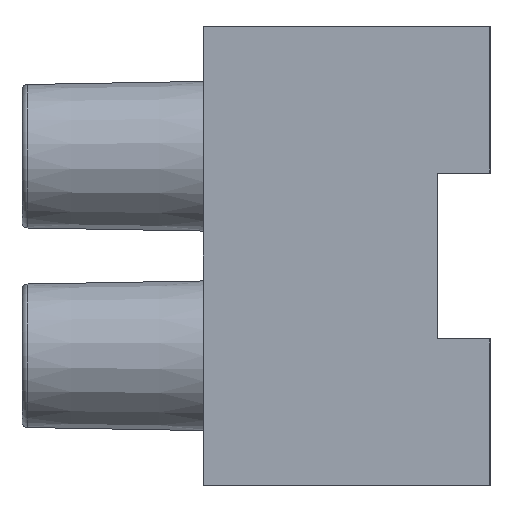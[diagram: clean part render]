
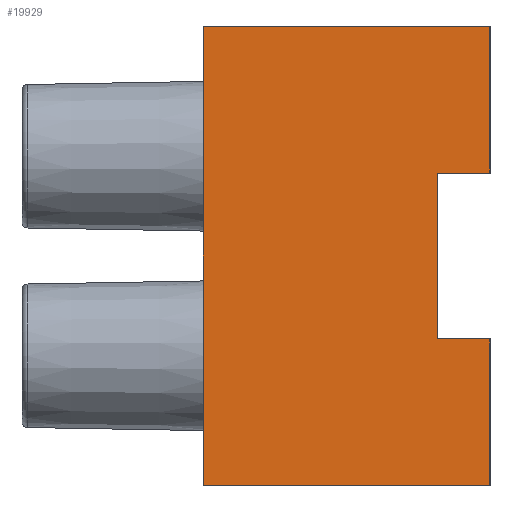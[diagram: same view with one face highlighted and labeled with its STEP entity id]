
A CAD part, left-side view. The second image highlights one B-rep face of the part: STEP entity #19929.
In plain terms, the highlighted planar face has unit normal (-1, 0, 0).
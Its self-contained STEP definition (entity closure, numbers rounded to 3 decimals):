
#749 = DIRECTION ( 'NONE',  ( 0., -1., 0. ) ) ;
#916 = ORIENTED_EDGE ( 'NONE', *, *, #13195, .T. ) ;
#1638 = EDGE_CURVE ( 'NONE', #14624, #4268, #8724, .T. ) ;
#1659 = CARTESIAN_POINT ( 'NONE',  ( -87.43, 0., 12.65 ) ) ;
#1668 = EDGE_LOOP ( 'NONE', ( #9571, #16584, #12806, #12503, #916, #13811, #9697, #3766 ) ) ;
#2738 = EDGE_CURVE ( 'NONE', #5547, #4268, #4341, .T. ) ;
#2789 = DIRECTION ( 'NONE',  ( 0., 0., 1. ) ) ;
#3049 = VERTEX_POINT ( 'NONE', #15969 ) ;
#3463 = AXIS2_PLACEMENT_3D ( 'NONE', #7897, #3562, #9870 ) ;
#3562 = DIRECTION ( 'NONE',  ( 1., 0., 0. ) ) ;
#3766 = ORIENTED_EDGE ( 'NONE', *, *, #5633, .F. ) ;
#3898 = VERTEX_POINT ( 'NONE', #1659 ) ;
#4005 = CARTESIAN_POINT ( 'NONE',  ( -87.43, 2.87, 12.65 ) ) ;
#4139 = CARTESIAN_POINT ( 'NONE',  ( -87.43, 2.87, 4.575 ) ) ;
#4264 = CARTESIAN_POINT ( 'NONE',  ( -87.43, 15.8, 12.65 ) ) ;
#4268 = VERTEX_POINT ( 'NONE', #14869 ) ;
#4341 = LINE ( 'NONE', #16953, #20245 ) ;
#4682 = DIRECTION ( 'NONE',  ( 0., 1., 0. ) ) ;
#4718 = CARTESIAN_POINT ( 'NONE',  ( -87.43, 0., 4.575 ) ) ;
#4915 = EDGE_CURVE ( 'NONE', #13399, #14219, #12861, .T. ) ;
#5382 = DIRECTION ( 'NONE',  ( 0., 0., 1. ) ) ;
#5509 = LINE ( 'NONE', #4264, #11312 ) ;
#5547 = VERTEX_POINT ( 'NONE', #12908 ) ;
#5633 = EDGE_CURVE ( 'NONE', #14219, #14624, #6989, .T. ) ;
#6928 = CARTESIAN_POINT ( 'NONE',  ( -87.43, 15.8, 12.65 ) ) ;
#6989 = LINE ( 'NONE', #4005, #20452 ) ;
#7046 = DIRECTION ( 'NONE',  ( 0., -1., 0. ) ) ;
#7621 = VECTOR ( 'NONE', #5382, 1000. ) ;
#7897 = CARTESIAN_POINT ( 'NONE',  ( -87.43, 15.8, 12.65 ) ) ;
#8002 = PLANE ( 'NONE',  #3463 ) ;
#8242 = VECTOR ( 'NONE', #11986, 1000. ) ;
#8573 = CARTESIAN_POINT ( 'NONE',  ( -87.43, 0., 12.65 ) ) ;
#8724 = LINE ( 'NONE', #14822, #16054 ) ;
#9571 = ORIENTED_EDGE ( 'NONE', *, *, #4915, .F. ) ;
#9697 = ORIENTED_EDGE ( 'NONE', *, *, #1638, .F. ) ;
#9870 = DIRECTION ( 'NONE',  ( 0., 0., -1. ) ) ;
#10014 = CARTESIAN_POINT ( 'NONE',  ( -87.43, 2.87, -4.575 ) ) ;
#10822 = EDGE_CURVE ( 'NONE', #13399, #3898, #11481, .T. ) ;
#11136 = VERTEX_POINT ( 'NONE', #11201 ) ;
#11201 = CARTESIAN_POINT ( 'NONE',  ( -87.43, 15.8, -12.65 ) ) ;
#11312 = VECTOR ( 'NONE', #7046, 1000. ) ;
#11481 = LINE ( 'NONE', #8573, #17105 ) ;
#11986 = DIRECTION ( 'NONE',  ( 0., -1., 0. ) ) ;
#12503 = ORIENTED_EDGE ( 'NONE', *, *, #15100, .F. ) ;
#12806 = ORIENTED_EDGE ( 'NONE', *, *, #16107, .F. ) ;
#12861 = LINE ( 'NONE', #13716, #16358 ) ;
#12908 = CARTESIAN_POINT ( 'NONE',  ( -87.43, 0., -12.65 ) ) ;
#13195 = EDGE_CURVE ( 'NONE', #11136, #5547, #14878, .T. ) ;
#13399 = VERTEX_POINT ( 'NONE', #4718 ) ;
#13549 = CARTESIAN_POINT ( 'NONE',  ( -87.43, 15.8, -12.65 ) ) ;
#13620 = DIRECTION ( 'NONE',  ( 0., 0., -1. ) ) ;
#13716 = CARTESIAN_POINT ( 'NONE',  ( -87.43, 15.8, 4.575 ) ) ;
#13811 = ORIENTED_EDGE ( 'NONE', *, *, #2738, .T. ) ;
#14108 = FACE_OUTER_BOUND ( 'NONE', #1668, .T. ) ;
#14219 = VERTEX_POINT ( 'NONE', #4139 ) ;
#14624 = VERTEX_POINT ( 'NONE', #10014 ) ;
#14822 = CARTESIAN_POINT ( 'NONE',  ( -87.43, 15.8, -4.575 ) ) ;
#14869 = CARTESIAN_POINT ( 'NONE',  ( -87.43, 0., -4.575 ) ) ;
#14878 = LINE ( 'NONE', #13549, #8242 ) ;
#15100 = EDGE_CURVE ( 'NONE', #11136, #3049, #16552, .T. ) ;
#15969 = CARTESIAN_POINT ( 'NONE',  ( -87.43, 15.8, 12.65 ) ) ;
#16054 = VECTOR ( 'NONE', #749, 1000. ) ;
#16107 = EDGE_CURVE ( 'NONE', #3049, #3898, #5509, .T. ) ;
#16358 = VECTOR ( 'NONE', #4682, 1000. ) ;
#16552 = LINE ( 'NONE', #6928, #7621 ) ;
#16584 = ORIENTED_EDGE ( 'NONE', *, *, #10822, .T. ) ;
#16953 = CARTESIAN_POINT ( 'NONE',  ( -87.43, 0., 12.65 ) ) ;
#17105 = VECTOR ( 'NONE', #19644, 1000. ) ;
#19644 = DIRECTION ( 'NONE',  ( 0., 0., 1. ) ) ;
#19929 = ADVANCED_FACE ( 'NONE', ( #14108 ), #8002, .F. ) ;
#20245 = VECTOR ( 'NONE', #2789, 1000. ) ;
#20452 = VECTOR ( 'NONE', #13620, 1000. ) ;
